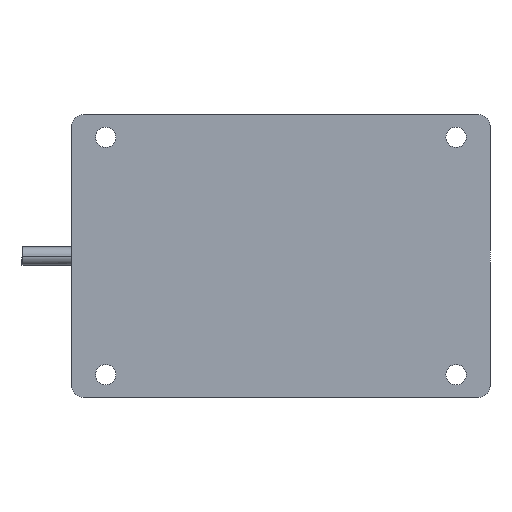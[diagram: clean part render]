
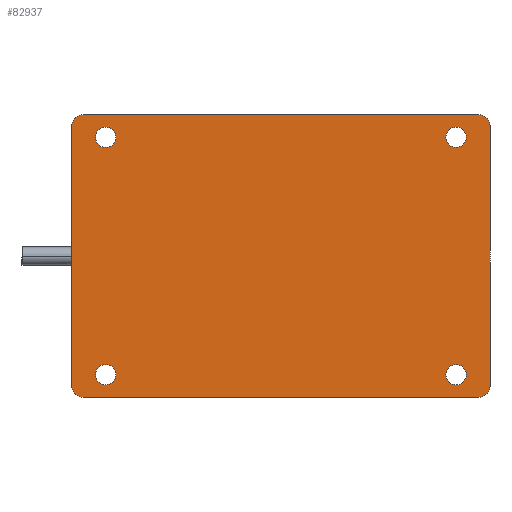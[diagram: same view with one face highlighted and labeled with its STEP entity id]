
A CAD part, front view. The second image highlights one B-rep face of the part: STEP entity #82937.
In plain terms, the highlighted face is planar.
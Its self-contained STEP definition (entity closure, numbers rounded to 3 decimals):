
#1017 = CARTESIAN_POINT ( 'NONE',  ( 73., -52.5, 51. ) ) ;
#1543 = DIRECTION ( 'NONE',  ( 0., -1., 0. ) ) ;
#2624 = CARTESIAN_POINT ( 'NONE',  ( 77.5, 52.5, 51. ) ) ;
#3517 = DIRECTION ( 'NONE',  ( 0., 0., 1. ) ) ;
#3648 = AXIS2_PLACEMENT_3D ( 'NONE', #76095, #61824, #56342 ) ;
#5401 = DIRECTION ( 'NONE',  ( 0., 0., 1. ) ) ;
#6186 = ORIENTED_EDGE ( 'NONE', *, *, #48323, .F. ) ;
#6240 = DIRECTION ( 'NONE',  ( -1., 0., 0. ) ) ;
#6910 = CIRCLE ( 'NONE', #47229, 4.5 ) ;
#8433 = VERTEX_POINT ( 'NONE', #57400 ) ;
#8887 = CARTESIAN_POINT ( 'NONE',  ( -87.5, -57.5, 51. ) ) ;
#9056 = VERTEX_POINT ( 'NONE', #68127 ) ;
#10100 = DIRECTION ( 'NONE',  ( 0., 0., 1. ) ) ;
#11010 = VERTEX_POINT ( 'NONE', #1017 ) ;
#11103 = CIRCLE ( 'NONE', #25937, 5. ) ;
#13146 = DIRECTION ( 'NONE',  ( 0., 0., 1. ) ) ;
#13155 = LINE ( 'NONE', #77410, #76707 ) ;
#13226 = CARTESIAN_POINT ( 'NONE',  ( 92.5, 57.5, 51. ) ) ;
#13952 = ORIENTED_EDGE ( 'NONE', *, *, #65851, .F. ) ;
#14414 = AXIS2_PLACEMENT_3D ( 'NONE', #82606, #32999, #52698 ) ;
#14618 = CARTESIAN_POINT ( 'NONE',  ( -87.5, 62.5, 51. ) ) ;
#14625 = CARTESIAN_POINT ( 'NONE',  ( -92.5, -57.5, 51. ) ) ;
#14689 = CARTESIAN_POINT ( 'NONE',  ( 92.5, 62.5, 51. ) ) ;
#15299 = VERTEX_POINT ( 'NONE', #52274 ) ;
#17563 = ORIENTED_EDGE ( 'NONE', *, *, #22546, .F. ) ;
#17777 = CARTESIAN_POINT ( 'NONE',  ( 87.5, 57.5, 51. ) ) ;
#17805 = EDGE_CURVE ( 'NONE', #32666, #25807, #58651, .T. ) ;
#18825 = AXIS2_PLACEMENT_3D ( 'NONE', #2624, #28300, #53850 ) ;
#19794 = DIRECTION ( 'NONE',  ( 0., 0., 1. ) ) ;
#19946 = VERTEX_POINT ( 'NONE', #77108 ) ;
#20462 = CARTESIAN_POINT ( 'NONE',  ( -92.5, 62.5, 51. ) ) ;
#21092 = VECTOR ( 'NONE', #80354, 1000. ) ;
#21259 = EDGE_CURVE ( 'NONE', #82911, #45680, #50636, .T. ) ;
#22546 = EDGE_CURVE ( 'NONE', #78694, #15299, #64428, .T. ) ;
#24227 = FACE_BOUND ( 'NONE', #55357, .T. ) ;
#25476 = ORIENTED_EDGE ( 'NONE', *, *, #29313, .T. ) ;
#25634 = DIRECTION ( 'NONE',  ( 0., 0., 1. ) ) ;
#25807 = VERTEX_POINT ( 'NONE', #44920 ) ;
#25937 = AXIS2_PLACEMENT_3D ( 'NONE', #17777, #68115, #67310 ) ;
#27394 = EDGE_LOOP ( 'NONE', ( #59486, #13952 ) ) ;
#28300 = DIRECTION ( 'NONE',  ( 0., 0., 1. ) ) ;
#28842 = AXIS2_PLACEMENT_3D ( 'NONE', #40211, #41421, #60278 ) ;
#29161 = ORIENTED_EDGE ( 'NONE', *, *, #34975, .F. ) ;
#29199 = DIRECTION ( 'NONE',  ( 1., 0., 0. ) ) ;
#29313 = EDGE_CURVE ( 'NONE', #40940, #32960, #13155, .T. ) ;
#29617 = LINE ( 'NONE', #48495, #21092 ) ;
#31808 = PLANE ( 'NONE',  #72508 ) ;
#31893 = CIRCLE ( 'NONE', #59976, 4.5 ) ;
#32625 = EDGE_CURVE ( 'NONE', #11010, #76444, #76583, .T. ) ;
#32666 = VERTEX_POINT ( 'NONE', #14618 ) ;
#32960 = VERTEX_POINT ( 'NONE', #63990 ) ;
#32999 = DIRECTION ( 'NONE',  ( 0., 0., 1. ) ) ;
#33105 = VERTEX_POINT ( 'NONE', #43865 ) ;
#33181 = AXIS2_PLACEMENT_3D ( 'NONE', #71322, #25634, #6240 ) ;
#33907 = LINE ( 'NONE', #20462, #72913 ) ;
#34003 = AXIS2_PLACEMENT_3D ( 'NONE', #8887, #10100, #61787 ) ;
#34975 = EDGE_CURVE ( 'NONE', #76444, #11010, #6910, .T. ) ;
#35722 = CIRCLE ( 'NONE', #51851, 4.5 ) ;
#36168 = ORIENTED_EDGE ( 'NONE', *, *, #65487, .T. ) ;
#40211 = CARTESIAN_POINT ( 'NONE',  ( 87.5, -57.5, 51. ) ) ;
#40344 = DIRECTION ( 'NONE',  ( 0., 1., 0. ) ) ;
#40940 = VERTEX_POINT ( 'NONE', #62249 ) ;
#41421 = DIRECTION ( 'NONE',  ( 0., 0., 1. ) ) ;
#41525 = CIRCLE ( 'NONE', #76425, 4.5 ) ;
#43848 = ORIENTED_EDGE ( 'NONE', *, *, #17805, .T. ) ;
#43865 = CARTESIAN_POINT ( 'NONE',  ( -73., 52.5, 51. ) ) ;
#43935 = FACE_BOUND ( 'NONE', #27394, .T. ) ;
#44143 = CARTESIAN_POINT ( 'NONE',  ( 77.5, -52.5, 51. ) ) ;
#44776 = CARTESIAN_POINT ( 'NONE',  ( -73., -52.5, 51. ) ) ;
#44920 = CARTESIAN_POINT ( 'NONE',  ( -92.5, 57.5, 51. ) ) ;
#45355 = ORIENTED_EDGE ( 'NONE', *, *, #74839, .T. ) ;
#45513 = DIRECTION ( 'NONE',  ( 1., 0., 0. ) ) ;
#45680 = VERTEX_POINT ( 'NONE', #66041 ) ;
#46991 = EDGE_CURVE ( 'NONE', #8433, #33105, #35722, .T. ) ;
#47229 = AXIS2_PLACEMENT_3D ( 'NONE', #44143, #19794, #58383 ) ;
#47394 = CIRCLE ( 'NONE', #34003, 5. ) ;
#48323 = EDGE_CURVE ( 'NONE', #45680, #82911, #69290, .T. ) ;
#48495 = CARTESIAN_POINT ( 'NONE',  ( -92.5, 62.5, 51. ) ) ;
#48666 = CARTESIAN_POINT ( 'NONE',  ( 73., 52.5, 51. ) ) ;
#49022 = EDGE_LOOP ( 'NONE', ( #17563, #57773 ) ) ;
#49821 = FACE_OUTER_BOUND ( 'NONE', #63184, .T. ) ;
#49955 = DIRECTION ( 'NONE',  ( -1., 0., 0. ) ) ;
#50636 = CIRCLE ( 'NONE', #14414, 4.5 ) ;
#50662 = CARTESIAN_POINT ( 'NONE',  ( 0., 0., 51. ) ) ;
#51403 = CARTESIAN_POINT ( 'NONE',  ( -77.5, 52.5, 51. ) ) ;
#51713 = DIRECTION ( 'NONE',  ( 0., 0., 1. ) ) ;
#51851 = AXIS2_PLACEMENT_3D ( 'NONE', #76912, #51713, #77716 ) ;
#52274 = CARTESIAN_POINT ( 'NONE',  ( 82., 52.5, 51. ) ) ;
#52698 = DIRECTION ( 'NONE',  ( -1., 0., 0. ) ) ;
#53451 = VECTOR ( 'NONE', #40344, 1000. ) ;
#53850 = DIRECTION ( 'NONE',  ( 1., 0., 0. ) ) ;
#55007 = EDGE_CURVE ( 'NONE', #25807, #72982, #33907, .T. ) ;
#55357 = EDGE_LOOP ( 'NONE', ( #6186, #59350 ) ) ;
#55899 = ORIENTED_EDGE ( 'NONE', *, *, #60144, .T. ) ;
#56214 = CARTESIAN_POINT ( 'NONE',  ( 77.5, -52.5, 51. ) ) ;
#56342 = DIRECTION ( 'NONE',  ( 1., 0., 0. ) ) ;
#57119 = ORIENTED_EDGE ( 'NONE', *, *, #32625, .F. ) ;
#57380 = ORIENTED_EDGE ( 'NONE', *, *, #81034, .T. ) ;
#57400 = CARTESIAN_POINT ( 'NONE',  ( -82., 52.5, 51. ) ) ;
#57773 = ORIENTED_EDGE ( 'NONE', *, *, #81953, .F. ) ;
#58383 = DIRECTION ( 'NONE',  ( -1., 0., 0. ) ) ;
#58651 = CIRCLE ( 'NONE', #3648, 5. ) ;
#59350 = ORIENTED_EDGE ( 'NONE', *, *, #21259, .F. ) ;
#59486 = ORIENTED_EDGE ( 'NONE', *, *, #46991, .F. ) ;
#59976 = AXIS2_PLACEMENT_3D ( 'NONE', #51403, #13146, #77804 ) ;
#60144 = EDGE_CURVE ( 'NONE', #72982, #40940, #47394, .T. ) ;
#60278 = DIRECTION ( 'NONE',  ( 1., 0., 0. ) ) ;
#60640 = CARTESIAN_POINT ( 'NONE',  ( 77.5, 52.5, 51. ) ) ;
#61685 = VERTEX_POINT ( 'NONE', #13226 ) ;
#61787 = DIRECTION ( 'NONE',  ( 1., 0., 0. ) ) ;
#61824 = DIRECTION ( 'NONE',  ( 0., 0., 1. ) ) ;
#62249 = CARTESIAN_POINT ( 'NONE',  ( -87.5, -62.5, 51. ) ) ;
#62808 = DIRECTION ( 'NONE',  ( 0., 0., 1. ) ) ;
#63184 = EDGE_LOOP ( 'NONE', ( #25476, #75453, #57380, #45355, #36168, #43848, #64194, #55899 ) ) ;
#63990 = CARTESIAN_POINT ( 'NONE',  ( 87.5, -62.5, 51. ) ) ;
#64194 = ORIENTED_EDGE ( 'NONE', *, *, #55007, .T. ) ;
#64428 = CIRCLE ( 'NONE', #18825, 4.5 ) ;
#65220 = DIRECTION ( 'NONE',  ( 1., 0., 0. ) ) ;
#65487 = EDGE_CURVE ( 'NONE', #19946, #32666, #29617, .T. ) ;
#65851 = EDGE_CURVE ( 'NONE', #33105, #8433, #31893, .T. ) ;
#66041 = CARTESIAN_POINT ( 'NONE',  ( -82., -52.5, 51. ) ) ;
#67310 = DIRECTION ( 'NONE',  ( 1., 0., 0. ) ) ;
#68115 = DIRECTION ( 'NONE',  ( 0., 0., 1. ) ) ;
#68127 = CARTESIAN_POINT ( 'NONE',  ( 92.5, -57.5, 51. ) ) ;
#68982 = CIRCLE ( 'NONE', #28842, 5. ) ;
#69101 = FACE_BOUND ( 'NONE', #49022, .T. ) ;
#69290 = CIRCLE ( 'NONE', #33181, 4.5 ) ;
#71322 = CARTESIAN_POINT ( 'NONE',  ( -77.5, -52.5, 51. ) ) ;
#72213 = LINE ( 'NONE', #14689, #53451 ) ;
#72508 = AXIS2_PLACEMENT_3D ( 'NONE', #50662, #62808, #65220 ) ;
#72913 = VECTOR ( 'NONE', #1543, 1000. ) ;
#72982 = VERTEX_POINT ( 'NONE', #14625 ) ;
#73838 = AXIS2_PLACEMENT_3D ( 'NONE', #56214, #5401, #49955 ) ;
#74839 = EDGE_CURVE ( 'NONE', #61685, #19946, #11103, .T. ) ;
#75453 = ORIENTED_EDGE ( 'NONE', *, *, #77996, .T. ) ;
#75843 = FACE_BOUND ( 'NONE', #79569, .T. ) ;
#76095 = CARTESIAN_POINT ( 'NONE',  ( -87.5, 57.5, 51. ) ) ;
#76425 = AXIS2_PLACEMENT_3D ( 'NONE', #60640, #3517, #29199 ) ;
#76444 = VERTEX_POINT ( 'NONE', #77273 ) ;
#76583 = CIRCLE ( 'NONE', #73838, 4.5 ) ;
#76707 = VECTOR ( 'NONE', #45513, 1000. ) ;
#76912 = CARTESIAN_POINT ( 'NONE',  ( -77.5, 52.5, 51. ) ) ;
#77108 = CARTESIAN_POINT ( 'NONE',  ( 87.5, 62.5, 51. ) ) ;
#77273 = CARTESIAN_POINT ( 'NONE',  ( 82., -52.5, 51. ) ) ;
#77410 = CARTESIAN_POINT ( 'NONE',  ( -92.5, -62.5, 51. ) ) ;
#77716 = DIRECTION ( 'NONE',  ( 1., 0., 0. ) ) ;
#77804 = DIRECTION ( 'NONE',  ( 1., 0., 0. ) ) ;
#77996 = EDGE_CURVE ( 'NONE', #32960, #9056, #68982, .T. ) ;
#78694 = VERTEX_POINT ( 'NONE', #48666 ) ;
#79569 = EDGE_LOOP ( 'NONE', ( #57119, #29161 ) ) ;
#80354 = DIRECTION ( 'NONE',  ( -1., 0., 0. ) ) ;
#81034 = EDGE_CURVE ( 'NONE', #9056, #61685, #72213, .T. ) ;
#81953 = EDGE_CURVE ( 'NONE', #15299, #78694, #41525, .T. ) ;
#82606 = CARTESIAN_POINT ( 'NONE',  ( -77.5, -52.5, 51. ) ) ;
#82911 = VERTEX_POINT ( 'NONE', #44776 ) ;
#82937 = ADVANCED_FACE ( 'NONE', ( #24227, #43935, #49821, #69101, #75843 ), #31808, .T. ) ;
